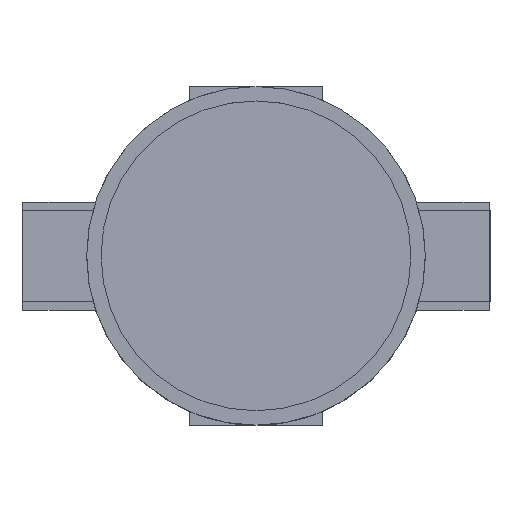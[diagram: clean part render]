
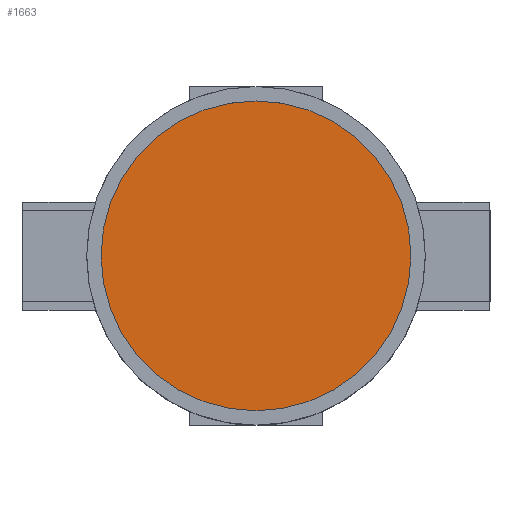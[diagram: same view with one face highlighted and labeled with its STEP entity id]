
A CAD part, top view. The second image highlights one B-rep face of the part: STEP entity #1663.
In plain terms, the highlighted planar face has unit normal (0, 0, 1).
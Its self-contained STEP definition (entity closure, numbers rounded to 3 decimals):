
#1603=VERTEX_POINT('',#1604);
#1604=CARTESIAN_POINT('',(0.,4.3,5.21));
#1610=EDGE_CURVE('',#1603,#1611,#1613,.F.);
#1611=VERTEX_POINT('',#1612);
#1612=CARTESIAN_POINT('',(0.,-4.3,5.21));
#1613=CIRCLE('',#1614,4.3);
#1614=AXIS2_PLACEMENT_3D('',#1615,#1616,#1617);
#1615=CARTESIAN_POINT('',(0.,0.0,5.21));
#1616=DIRECTION('',(0.0,0.0,1.0));
#1617=DIRECTION('',(1.0,0.0,0.0));
#1641=EDGE_CURVE('',#1611,#1603,#1642,.F.);
#1642=CIRCLE('',#1643,4.3);
#1643=AXIS2_PLACEMENT_3D('',#1644,#1645,#1646);
#1644=CARTESIAN_POINT('',(0.,0.0,5.21));
#1645=DIRECTION('',(0.0,0.0,1.0));
#1646=DIRECTION('',(1.0,0.0,0.0));
#1663=ADVANCED_FACE('',(#1664),#1668,.T.);
#1664=FACE_BOUND('',#1665,.T.);
#1665=EDGE_LOOP('',(#1666,#1667));
#1666=ORIENTED_EDGE('',*,*,#1610,.F.);
#1667=ORIENTED_EDGE('',*,*,#1641,.F.);
#1668=PLANE('',#1669);
#1669=AXIS2_PLACEMENT_3D('',#1670,#1671,#1672);
#1670=CARTESIAN_POINT('',(0.,0.,5.21));
#1671=DIRECTION('',(0.,0.,1.0));
#1672=DIRECTION('',(1.0,0.0,0.));
